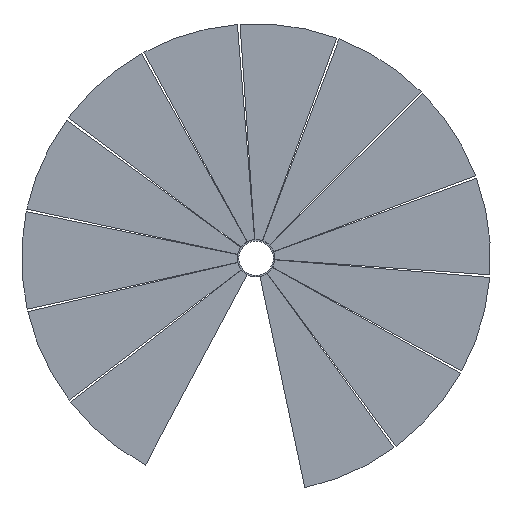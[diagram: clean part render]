
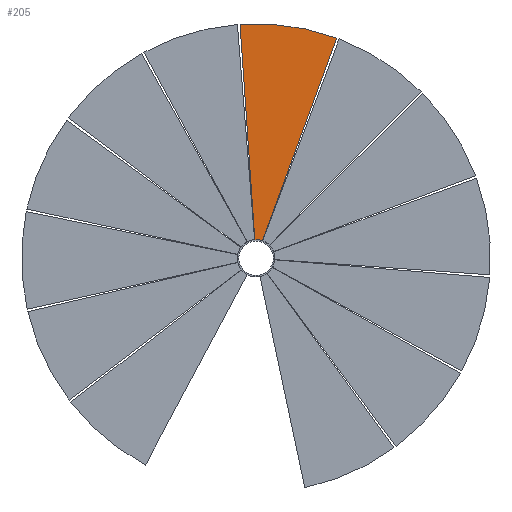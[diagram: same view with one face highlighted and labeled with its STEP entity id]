
A CAD part, front view. The second image highlights one B-rep face of the part: STEP entity #205.
In plain terms, the highlighted planar face has unit normal (0, -1, 0).
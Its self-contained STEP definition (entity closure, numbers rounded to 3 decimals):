
#12 = EDGE_CURVE ( 'NONE', #2015, #1720, #1758, .T. ) ;
#72 = EDGE_CURVE ( 'NONE', #469, #243, #1360, .T. ) ;
#81 = CARTESIAN_POINT ( 'NONE',  ( -3.907, 1412.895, 57.016 ) ) ;
#137 = FACE_OUTER_BOUND ( 'NONE', #1520, .T. ) ;
#179 = EDGE_CURVE ( 'NONE', #243, #2015, #564, .T. ) ;
#205 = ADVANCED_FACE ( 'NONE', ( #137 ), #887, .F. ) ;
#243 = VERTEX_POINT ( 'NONE', #533 ) ;
#366 = CARTESIAN_POINT ( 'NONE',  ( 0., 1412.895, 0. ) ) ;
#375 = VECTOR ( 'NONE', #1934, 1000. ) ;
#395 = AXIS2_PLACEMENT_3D ( 'NONE', #366, #1507, #2068 ) ;
#469 = VERTEX_POINT ( 'NONE', #879 ) ;
#476 = CARTESIAN_POINT ( 'NONE',  ( 0., 1412.895, 0. ) ) ;
#487 = DIRECTION ( 'NONE',  ( 0., -1., 0. ) ) ;
#533 = CARTESIAN_POINT ( 'NONE',  ( 19.622, 1412.895, 53.676 ) ) ;
#564 = CIRCLE ( 'NONE', #881, 57.15 ) ;
#875 = CARTESIAN_POINT ( 'NONE',  ( 0., 1412.895, 0. ) ) ;
#879 = CARTESIAN_POINT ( 'NONE',  ( 246.208, 1412.895, 673.507 ) ) ;
#881 = AXIS2_PLACEMENT_3D ( 'NONE', #476, #487, #1986 ) ;
#887 = PLANE ( 'NONE',  #1897 ) ;
#913 = VECTOR ( 'NONE', #1563, 1000. ) ;
#957 = ORIENTED_EDGE ( 'NONE', *, *, #179, .F. ) ;
#967 = ORIENTED_EDGE ( 'NONE', *, *, #72, .F. ) ;
#1186 = CARTESIAN_POINT ( 'NONE',  ( 246.208, 1412.895, 673.507 ) ) ;
#1360 = LINE ( 'NONE', #1186, #375 ) ;
#1507 = DIRECTION ( 'NONE',  ( 0., 1., 0. ) ) ;
#1520 = EDGE_LOOP ( 'NONE', ( #957, #967, #1892, #1794 ) ) ;
#1560 = CARTESIAN_POINT ( 'NONE',  ( -3.907, 1412.895, 57.016 ) ) ;
#1563 = DIRECTION ( 'NONE',  ( -0.068, 0., 0.998 ) ) ;
#1623 = DIRECTION ( 'NONE',  ( -0.531, 0., -0.847 ) ) ;
#1720 = VERTEX_POINT ( 'NONE', #2159 ) ;
#1758 = LINE ( 'NONE', #81, #913 ) ;
#1794 = ORIENTED_EDGE ( 'NONE', *, *, #12, .F. ) ;
#1885 = CIRCLE ( 'NONE', #395, 717.099 ) ;
#1892 = ORIENTED_EDGE ( 'NONE', *, *, #1920, .F. ) ;
#1897 = AXIS2_PLACEMENT_3D ( 'NONE', #875, #2366, #1623 ) ;
#1920 = EDGE_CURVE ( 'NONE', #1720, #469, #1885, .T. ) ;
#1934 = DIRECTION ( 'NONE',  ( -0.343, 0., -0.939 ) ) ;
#1986 = DIRECTION ( 'NONE',  ( -0.531, 0., -0.847 ) ) ;
#2015 = VERTEX_POINT ( 'NONE', #1560 ) ;
#2068 = DIRECTION ( 'NONE',  ( -0.531, 0., -0.847 ) ) ;
#2159 = CARTESIAN_POINT ( 'NONE',  ( -49.018, 1412.895, 715.421 ) ) ;
#2366 = DIRECTION ( 'NONE',  ( 0., 1., 0. ) ) ;
